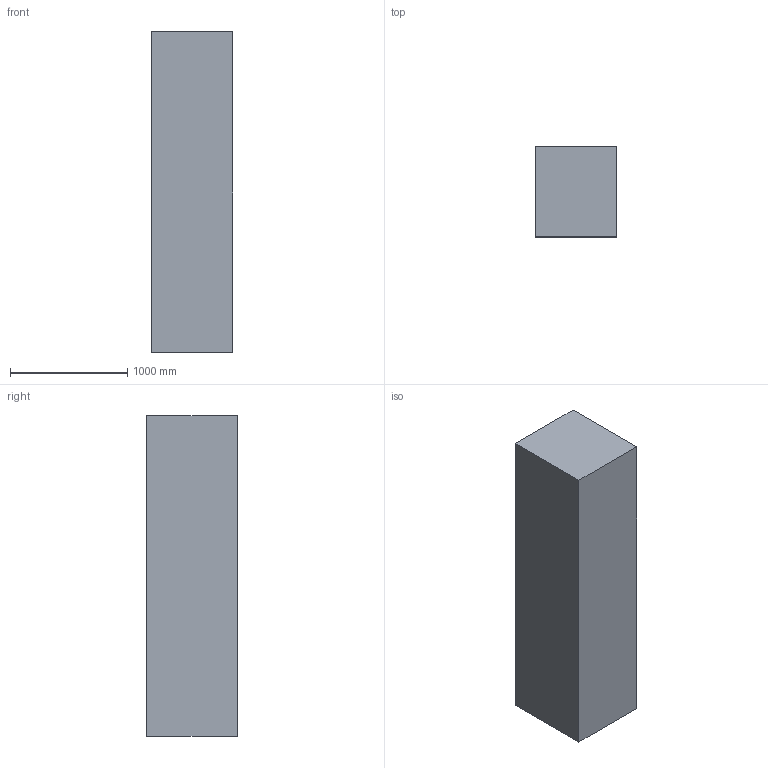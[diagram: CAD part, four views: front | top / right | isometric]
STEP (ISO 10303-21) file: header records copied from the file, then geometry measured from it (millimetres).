
FILE_DESCRIPTION(('FreeCAD Model'),'2;1');
FILE_NAME('Open CASCADE Shape Model','2023-04-02T16:12:35',(''),(''), 'Open CASCADE STEP processor 7.6','FreeCAD','Unknown');
FILE_SCHEMA(('AUTOMOTIVE_DESIGN { 1 0 10303 214 1 1 1 1 }'));
Length unit declared in the file: millimetre
Products named in the file (4): DL1; GDMLBox_TGeoBBox0x10; DL2; GDMLBox_TGeoBBox0x11
Assembly tree (3 placements, depth 3):
  DL1
    GDMLBox_TGeoBBox0x10
    DL2
      GDMLBox_TGeoBBox0x11
Bounding box: 700 x 770 x 2739 mm (x, y, z)
Surface area: 16637719.7 mm2
Topology: 2 solids, 2 shells, 12 faces, 24 edges, 16 vertices
Faces by surface type: plane 12
Entity records: 682 total; most frequent: CARTESIAN_POINT 104, DIRECTION 104, LINE 72, VECTOR 72, ORIENTED_EDGE 48, PCURVE 48, DEFINITIONAL_REPRESENTATION 48, EDGE_CURVE 24
